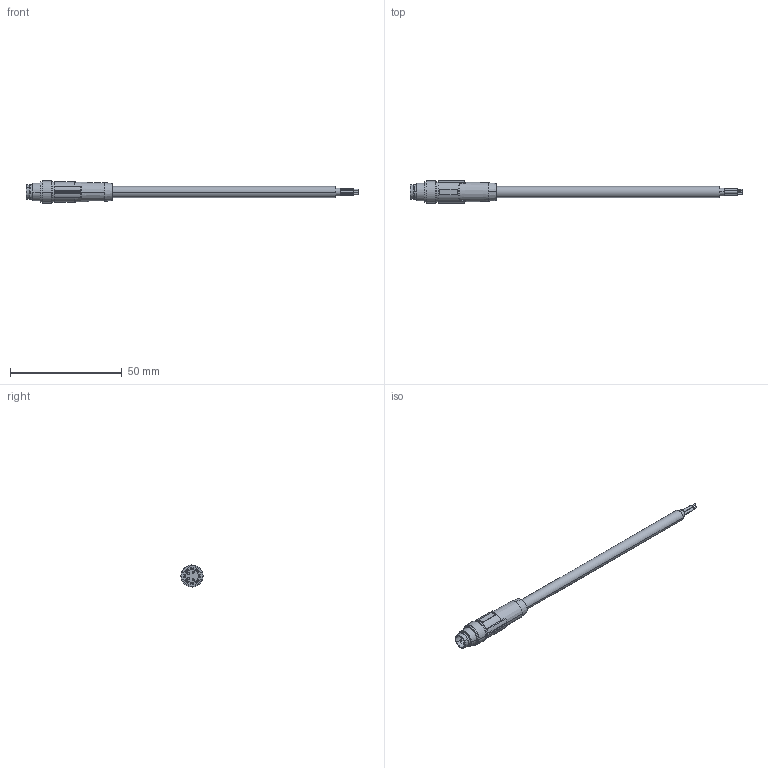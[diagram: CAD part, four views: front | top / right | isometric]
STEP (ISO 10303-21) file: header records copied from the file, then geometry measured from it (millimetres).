
FILE_DESCRIPTION(('SolidDesigner STEP Export'),'2;1');
FILE_NAME('1406007_SAC_4P_M8MS_2.0_542_SH_BK-select.stp','2013-06-19T14:34:42',(''),(''),'Creo Elements/Direct Modeling STEP processor for AP214 (Solid Model)','Creo Elements/Direct Modeling 18.1 06-May-2012 (C) Parametric Technology GmbH','');
FILE_SCHEMA(('AUTOMOTIVE_DESIGN { 1 0 10303 214 1 1 1 1 }'));
Length unit declared in the file: millimetre
Products named in the file (1): 1406007_SAC_4P_M8MS_2.0_542_SH_BK-select
Bounding box: 148.7 x 10 x 10 mm (x, y, z)
Volume: 4258.2 mm3; surface area: 3056.3 mm2
Topology: 1 solids, 1 shells, 119 faces, 277 edges, 183 vertices
Faces by surface type: cylinder 66, plane 41, cone 10, torus 2
Entity records: 4913 total; most frequent: CARTESIAN_POINT 1431, ORIENTED_EDGE 554, DIRECTION 470, EDGE_CURVE 277, AXIS2_PLACEMENT_3D 190, VERTEX_POINT 183, EDGE_LOOP 142, COLOUR_RGB 120
